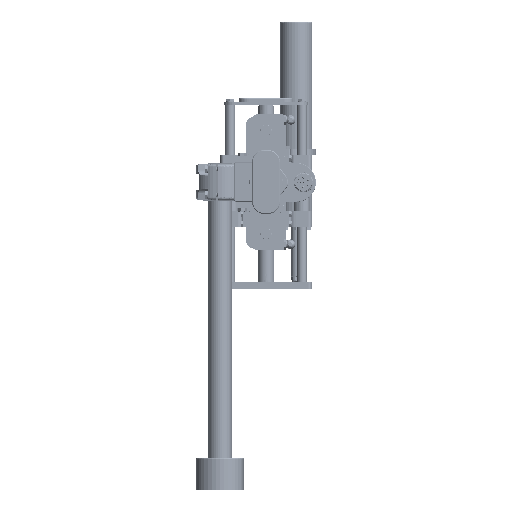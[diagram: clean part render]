
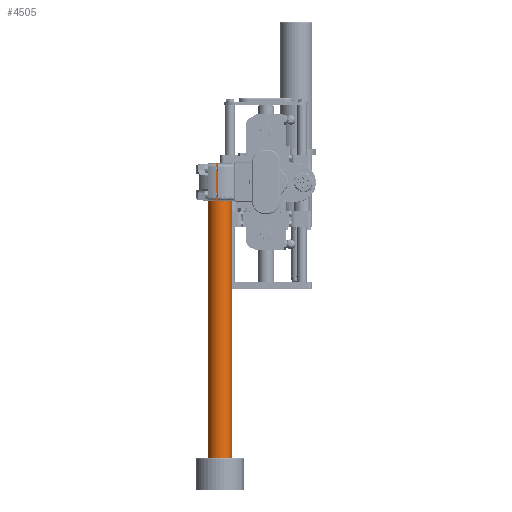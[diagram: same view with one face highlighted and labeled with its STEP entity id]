
A CAD part, top view. The second image highlights one B-rep face of the part: STEP entity #4505.
In plain terms, the highlighted cylindrical face has radius 15 mm (diameter 30 mm), a full revolution.
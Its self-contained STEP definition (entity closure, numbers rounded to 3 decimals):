
#1226 = DIRECTION ( 'NONE',  ( -1., 0., 0. ) ) ;
#3575 = ORIENTED_EDGE ( 'NONE', *, *, #87214, .F. ) ;
#4505 = ADVANCED_FACE ( 'NONE', ( #30004, #29477 ), #54220, .T. ) ;
#11401 = DIRECTION ( 'NONE',  ( 0., 0., 1. ) ) ;
#13680 = AXIS2_PLACEMENT_3D ( 'NONE', #70354, #85899, #20359 ) ;
#17238 = VERTEX_POINT ( 'NONE', #50016 ) ;
#20359 = DIRECTION ( 'NONE',  ( 0., 0., 1. ) ) ;
#21618 = DIRECTION ( 'NONE',  ( 0., 0., 1. ) ) ;
#26138 = EDGE_LOOP ( 'NONE', ( #82575 ) ) ;
#29477 = FACE_OUTER_BOUND ( 'NONE', #41521, .T. ) ;
#30004 = FACE_OUTER_BOUND ( 'NONE', #26138, .T. ) ;
#34417 = AXIS2_PLACEMENT_3D ( 'NONE', #45859, #85598, #21618 ) ;
#41521 = EDGE_LOOP ( 'NONE', ( #3575 ) ) ;
#43409 = VERTEX_POINT ( 'NONE', #56937 ) ;
#45859 = CARTESIAN_POINT ( 'NONE',  ( -400., 0., 0. ) ) ;
#48083 = AXIS2_PLACEMENT_3D ( 'NONE', #100513, #1226, #11401 ) ;
#50016 = CARTESIAN_POINT ( 'NONE',  ( -400., 0., 15. ) ) ;
#53215 = CIRCLE ( 'NONE', #48083, 15. ) ;
#54220 = CYLINDRICAL_SURFACE ( 'NONE', #13680, 15. ) ;
#56937 = CARTESIAN_POINT ( 'NONE',  ( -1., 0., 15. ) ) ;
#70354 = CARTESIAN_POINT ( 'NONE',  ( -96.259, 0., 0. ) ) ;
#80728 = CIRCLE ( 'NONE', #34417, 15. ) ;
#82575 = ORIENTED_EDGE ( 'NONE', *, *, #93555, .T. ) ;
#85598 = DIRECTION ( 'NONE',  ( -1., 0., 0. ) ) ;
#85899 = DIRECTION ( 'NONE',  ( -1., 0., 0. ) ) ;
#87214 = EDGE_CURVE ( 'NONE', #17238, #17238, #80728, .T. ) ;
#93555 = EDGE_CURVE ( 'NONE', #43409, #43409, #53215, .T. ) ;
#100513 = CARTESIAN_POINT ( 'NONE',  ( -1., 0., 0. ) ) ;
